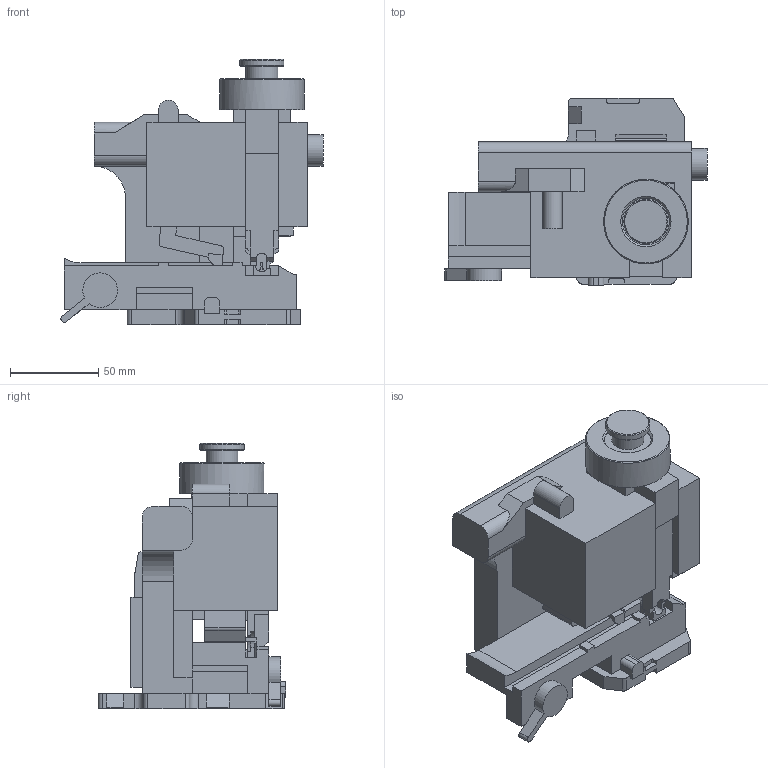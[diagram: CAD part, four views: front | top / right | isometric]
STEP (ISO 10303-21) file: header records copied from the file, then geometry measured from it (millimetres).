
FILE_DESCRIPTION(/* description */ ('Unknown'),/* implementation_level */ '2;1');
FILE_NAME(/* name */ 'Applicateur_Assembly',/* time_stamp */ '2020-02-10T10:39:56+01:00',/* author */ ('Unknown'),/* organization */ ('Unknown'),/* preprocessor_version */ 'ST-DEVELOPER v16.7',/* originating_system */ 'DEX',/* authorisation */ $);
FILE_SCHEMA (('AUTOMOTIVE_DESIGN {1 0 10303 214 3 1 1}'));
Products named in the file (4): Applicateur_Assembly; Applicateur_Body; Applicateur_Piston; Applicateur_Plate
Assembly tree (3 placements, depth 2):
  Applicateur_Assembly
    Applicateur_Body
    Applicateur_Piston
    Applicateur_Plate
Bounding box: 148.74 x 106.6 x 150.65 mm (x, y, z)
Volume: 764446.5 mm3; surface area: 122518.2 mm2
Topology: 4 solids, 4 shells, 1823 faces, 4709 edges, 3132 vertices
Faces by surface type: plane 1536, bspline 205, cylinder 78, cone 4
Full cylindrical faces by diameter (mm): 0.236 x1, 0.243 x1, 0.521 x1, 0.7 x1, 0.706 x1, 0.72 x1, 0.722 x1, 0.724 x1, 0.993 x1, 18 x1, 18.08 x1, 25.02 x1, 26.5 x1, 48 x1
Entity records: 79445 total; most frequent: CARTESIAN_POINT 27043, ORIENTED_EDGE 9318, DIRECTION 6084, EDGE_CURVE 4659, VERTEX_POINT 3126, LINE 2506, VECTOR 2506, EDGE_LOOP 2107
